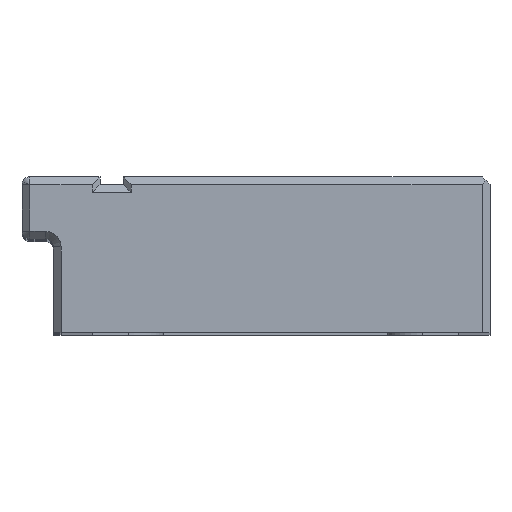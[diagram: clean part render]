
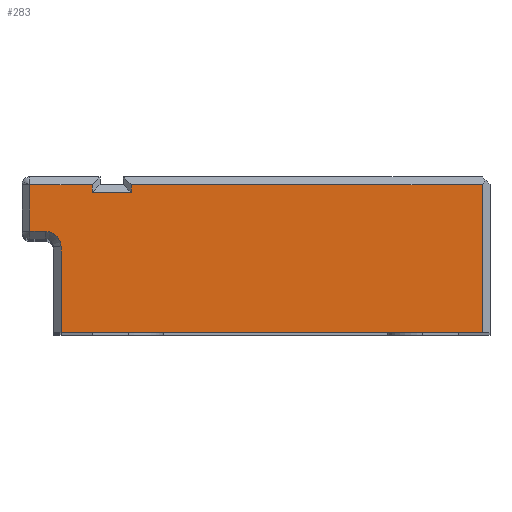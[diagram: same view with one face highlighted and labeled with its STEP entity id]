
A CAD part, top view. The second image highlights one B-rep face of the part: STEP entity #283.
In plain terms, the highlighted planar face has unit normal (0, 0, 1).
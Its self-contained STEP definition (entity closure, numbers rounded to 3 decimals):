
#224 = CARTESIAN_POINT ( 'NONE',  ( -51., 18., 180. ) ) ;
#242 = VECTOR ( 'NONE', #5067, 1000. ) ;
#256 = VERTEX_POINT ( 'NONE', #6651 ) ;
#283 = ADVANCED_FACE ( 'NONE', ( #2641 ), #3741, .T. ) ;
#384 = EDGE_CURVE ( 'NONE', #2575, #5499, #6911, .T. ) ;
#403 = CARTESIAN_POINT ( 'NONE',  ( -46., 19., 180. ) ) ;
#462 = DIRECTION ( 'NONE',  ( 0., -1., 0. ) ) ;
#488 = CIRCLE ( 'NONE', #5725, 2. ) ;
#550 = DIRECTION ( 'NONE',  ( 0., 0., -1. ) ) ;
#575 = CARTESIAN_POINT ( 'NONE',  ( -55., 0., 180. ) ) ;
#591 = VERTEX_POINT ( 'NONE', #4310 ) ;
#1039 = ORIENTED_EDGE ( 'NONE', *, *, #4944, .T. ) ;
#1139 = CARTESIAN_POINT ( 'NONE',  ( -59., 19., 180. ) ) ;
#1199 = DIRECTION ( 'NONE',  ( -1., 0., 0. ) ) ;
#1208 = EDGE_CURVE ( 'NONE', #5602, #256, #2163, .T. ) ;
#1613 = DIRECTION ( 'NONE',  ( -1., 0., 0. ) ) ;
#1659 = CARTESIAN_POINT ( 'NONE',  ( 0., 13., 180. ) ) ;
#1690 = DIRECTION ( 'NONE',  ( 0., -1., 0. ) ) ;
#1815 = LINE ( 'NONE', #4179, #3394 ) ;
#1938 = VERTEX_POINT ( 'NONE', #6082 ) ;
#2163 = LINE ( 'NONE', #1659, #3668 ) ;
#2180 = CARTESIAN_POINT ( 'NONE',  ( -55., 0., 180. ) ) ;
#2422 = ORIENTED_EDGE ( 'NONE', *, *, #2598, .T. ) ;
#2522 = CARTESIAN_POINT ( 'NONE',  ( -59., 13., 180. ) ) ;
#2562 = CARTESIAN_POINT ( 'NONE',  ( 0., 0., 180. ) ) ;
#2575 = VERTEX_POINT ( 'NONE', #6902 ) ;
#2576 = CARTESIAN_POINT ( 'NONE',  ( -1., 19., 180. ) ) ;
#2598 = EDGE_CURVE ( 'NONE', #5534, #5602, #7432, .T. ) ;
#2602 = DIRECTION ( 'NONE',  ( 0., 0., 1. ) ) ;
#2629 = ORIENTED_EDGE ( 'NONE', *, *, #6634, .T. ) ;
#2641 = FACE_OUTER_BOUND ( 'NONE', #7019, .T. ) ;
#2719 = VERTEX_POINT ( 'NONE', #3605 ) ;
#2815 = ORIENTED_EDGE ( 'NONE', *, *, #3352, .T. ) ;
#2915 = LINE ( 'NONE', #5331, #4121 ) ;
#2992 = VECTOR ( 'NONE', #1613, 1000. ) ;
#3253 = LINE ( 'NONE', #3866, #5108 ) ;
#3321 = ORIENTED_EDGE ( 'NONE', *, *, #6376, .F. ) ;
#3326 = LINE ( 'NONE', #6849, #2992 ) ;
#3352 = EDGE_CURVE ( 'NONE', #5017, #1938, #5636, .T. ) ;
#3379 = ORIENTED_EDGE ( 'NONE', *, *, #6380, .T. ) ;
#3380 = CARTESIAN_POINT ( 'NONE',  ( 0., 18., 180. ) ) ;
#3394 = VECTOR ( 'NONE', #1199, 1000. ) ;
#3539 = EDGE_CURVE ( 'NONE', #4198, #5534, #3326, .T. ) ;
#3605 = CARTESIAN_POINT ( 'NONE',  ( -1., 19., 180. ) ) ;
#3668 = VECTOR ( 'NONE', #5604, 1000. ) ;
#3741 = PLANE ( 'NONE',  #5033 ) ;
#3866 = CARTESIAN_POINT ( 'NONE',  ( -51., 0., 180. ) ) ;
#3895 = VECTOR ( 'NONE', #7507, 1000. ) ;
#3954 = LINE ( 'NONE', #3380, #242 ) ;
#3957 = CARTESIAN_POINT ( 'NONE',  ( -59., 13., 180. ) ) ;
#4047 = ORIENTED_EDGE ( 'NONE', *, *, #4851, .T. ) ;
#4090 = VECTOR ( 'NONE', #462, 1000. ) ;
#4121 = VECTOR ( 'NONE', #5938, 1000. ) ;
#4129 = CARTESIAN_POINT ( 'NONE',  ( -57., 11., 180. ) ) ;
#4179 = CARTESIAN_POINT ( 'NONE',  ( -47., 19., 180. ) ) ;
#4198 = VERTEX_POINT ( 'NONE', #6181 ) ;
#4203 = VERTEX_POINT ( 'NONE', #224 ) ;
#4216 = LINE ( 'NONE', #2576, #6320 ) ;
#4310 = CARTESIAN_POINT ( 'NONE',  ( -1., 0., 180. ) ) ;
#4378 = ORIENTED_EDGE ( 'NONE', *, *, #6574, .T. ) ;
#4387 = ORIENTED_EDGE ( 'NONE', *, *, #384, .T. ) ;
#4440 = DIRECTION ( 'NONE',  ( 0., 1., 0. ) ) ;
#4851 = EDGE_CURVE ( 'NONE', #256, #2575, #488, .T. ) ;
#4940 = DIRECTION ( 'NONE',  ( 0., 1., 0. ) ) ;
#4944 = EDGE_CURVE ( 'NONE', #1938, #4203, #3954, .T. ) ;
#4963 = DIRECTION ( 'NONE',  ( 1., 0., 0. ) ) ;
#5017 = VERTEX_POINT ( 'NONE', #6788 ) ;
#5033 = AXIS2_PLACEMENT_3D ( 'NONE', #2562, #2602, #4963 ) ;
#5067 = DIRECTION ( 'NONE',  ( -1., 0., 0. ) ) ;
#5108 = VECTOR ( 'NONE', #4440, 1000. ) ;
#5194 = VECTOR ( 'NONE', #1690, 1000. ) ;
#5331 = CARTESIAN_POINT ( 'NONE',  ( 0., 0., 180. ) ) ;
#5499 = VERTEX_POINT ( 'NONE', #575 ) ;
#5534 = VERTEX_POINT ( 'NONE', #1139 ) ;
#5602 = VERTEX_POINT ( 'NONE', #2522 ) ;
#5604 = DIRECTION ( 'NONE',  ( 1., 0., 0. ) ) ;
#5636 = LINE ( 'NONE', #403, #5194 ) ;
#5725 = AXIS2_PLACEMENT_3D ( 'NONE', #4129, #550, #5814 ) ;
#5814 = DIRECTION ( 'NONE',  ( 1., 0., 0. ) ) ;
#5938 = DIRECTION ( 'NONE',  ( -1., 0., 0. ) ) ;
#6082 = CARTESIAN_POINT ( 'NONE',  ( -46., 18., 180. ) ) ;
#6181 = CARTESIAN_POINT ( 'NONE',  ( -51., 19., 180. ) ) ;
#6320 = VECTOR ( 'NONE', #4940, 1000. ) ;
#6376 = EDGE_CURVE ( 'NONE', #591, #5499, #2915, .T. ) ;
#6380 = EDGE_CURVE ( 'NONE', #2719, #5017, #1815, .T. ) ;
#6574 = EDGE_CURVE ( 'NONE', #591, #2719, #4216, .T. ) ;
#6634 = EDGE_CURVE ( 'NONE', #4203, #4198, #3253, .T. ) ;
#6651 = CARTESIAN_POINT ( 'NONE',  ( -57., 13., 180. ) ) ;
#6654 = ORIENTED_EDGE ( 'NONE', *, *, #3539, .T. ) ;
#6788 = CARTESIAN_POINT ( 'NONE',  ( -46., 19., 180. ) ) ;
#6849 = CARTESIAN_POINT ( 'NONE',  ( -59., 19., 180. ) ) ;
#6902 = CARTESIAN_POINT ( 'NONE',  ( -55., 11., 180. ) ) ;
#6911 = LINE ( 'NONE', #2180, #4090 ) ;
#7019 = EDGE_LOOP ( 'NONE', ( #3321, #4378, #3379, #2815, #1039, #2629, #6654, #2422, #7408, #4047, #4387 ) ) ;
#7408 = ORIENTED_EDGE ( 'NONE', *, *, #1208, .T. ) ;
#7432 = LINE ( 'NONE', #3957, #3895 ) ;
#7507 = DIRECTION ( 'NONE',  ( 0., -1., 0. ) ) ;
